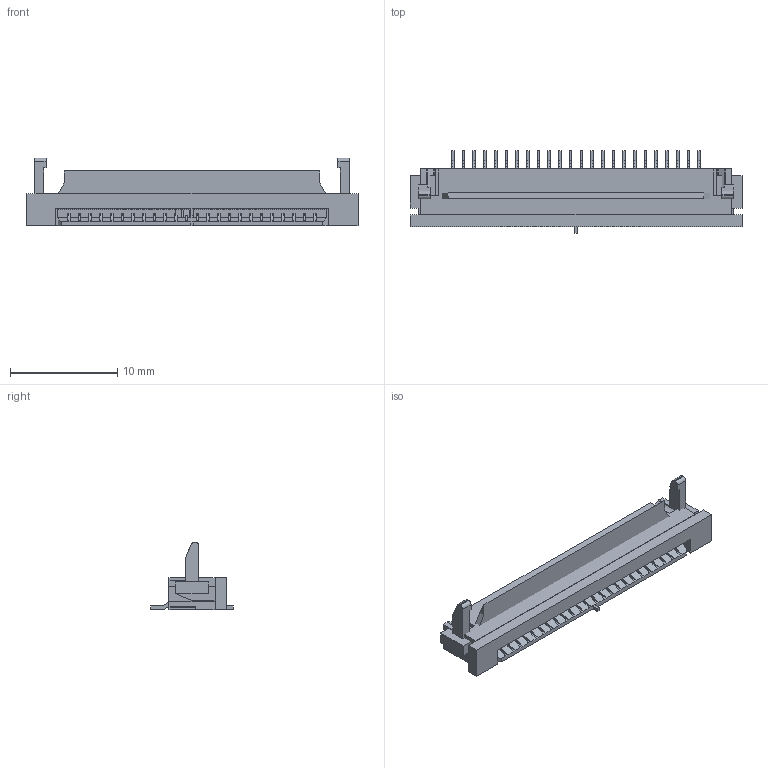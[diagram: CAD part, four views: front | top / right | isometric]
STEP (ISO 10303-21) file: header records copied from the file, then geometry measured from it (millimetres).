
FILE_DESCRIPTION( ( 'Unknown' ), '1' );
FILE_NAME( '68612414422.stp', 'Unknown', ( 'Unknown' ), ( 'Unknown' ), 'XStep 1.0', 'Unknown', ' ' );
FILE_SCHEMA( ( 'automotive_design' ) );
Length unit declared in the file: millimetre
Products named in the file (6): Assem1; Gehäuse; Verschluss; Pin1; Pin_rechts; Pin_rechts_mir3
Bounding box: 31 x 7.7 x 6.31 mm (x, y, z)
Volume: 709.5 mm3; surface area: 3019.7 mm2
Topology: 33 solids, 33 shells, 1877 faces, 5641 edges, 3690 vertices
Faces by surface type: plane 1155, cylinder 722
Entity records: 20775 total; most frequent: ORIENTED_EDGE 3640, CARTESIAN_POINT 3609, DIRECTION 3444, EDGE_CURVE 1820, LINE 1418, VECTOR 1418, VERTEX_POINT 1178, AXIS2_PLACEMENT_3D 1013
